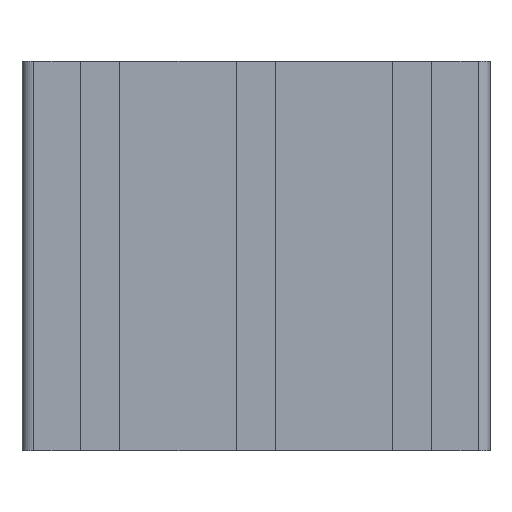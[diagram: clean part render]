
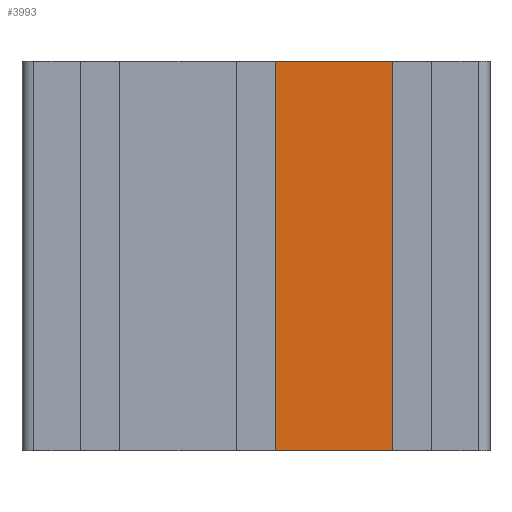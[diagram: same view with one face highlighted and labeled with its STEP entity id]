
A CAD part, front view. The second image highlights one B-rep face of the part: STEP entity #3993.
In plain terms, the highlighted planar face has unit normal (0, -1, 0).
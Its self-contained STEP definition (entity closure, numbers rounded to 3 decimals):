
#47=PLANE('',#4213);
#211=FACE_OUTER_BOUND('',#413,.T.);
#413=EDGE_LOOP('',(#2801,#2802,#2803,#2804));
#630=LINE('',#5596,#1150);
#663=LINE('',#5668,#1183);
#665=LINE('',#5671,#1185);
#666=LINE('',#5672,#1186);
#1150=VECTOR('',#4504,10.);
#1183=VECTOR('',#4563,10.);
#1185=VECTOR('',#4567,10.);
#1186=VECTOR('',#4568,10.);
#1749=VERTEX_POINT('',#5593);
#1750=VERTEX_POINT('',#5595);
#1775=VERTEX_POINT('',#5665);
#1776=VERTEX_POINT('',#5667);
#2152=EDGE_CURVE('',#1749,#1750,#630,.T.);
#2187=EDGE_CURVE('',#1776,#1775,#663,.T.);
#2189=EDGE_CURVE('',#1775,#1750,#665,.T.);
#2190=EDGE_CURVE('',#1776,#1749,#666,.T.);
#2801=ORIENTED_EDGE('',*,*,#2187,.T.);
#2802=ORIENTED_EDGE('',*,*,#2189,.T.);
#2803=ORIENTED_EDGE('',*,*,#2152,.F.);
#2804=ORIENTED_EDGE('',*,*,#2190,.F.);
#3993=ADVANCED_FACE('',(#211),#47,.T.);
#4213=AXIS2_PLACEMENT_3D('',#5670,#4565,#4566);
#4504=DIRECTION('',(0.,0.,1.));
#4563=DIRECTION('',(0.,0.,1.));
#4565=DIRECTION('center_axis',(0.,-1.,0.));
#4566=DIRECTION('ref_axis',(1.,0.,0.));
#4567=DIRECTION('',(-1.,0.,0.));
#4568=DIRECTION('',(-1.,0.,0.));
#5593=CARTESIAN_POINT('',(5.,-20.,-50.));
#5595=CARTESIAN_POINT('',(5.,-20.,50.));
#5596=CARTESIAN_POINT('',(5.,-20.,0.));
#5665=CARTESIAN_POINT('',(35.,-20.,50.));
#5667=CARTESIAN_POINT('',(35.,-20.,-50.));
#5668=CARTESIAN_POINT('',(35.,-20.,0.));
#5670=CARTESIAN_POINT('Origin',(20.,-20.,0.));
#5671=CARTESIAN_POINT('',(5.,-20.,50.));
#5672=CARTESIAN_POINT('',(35.,-20.,-50.));
